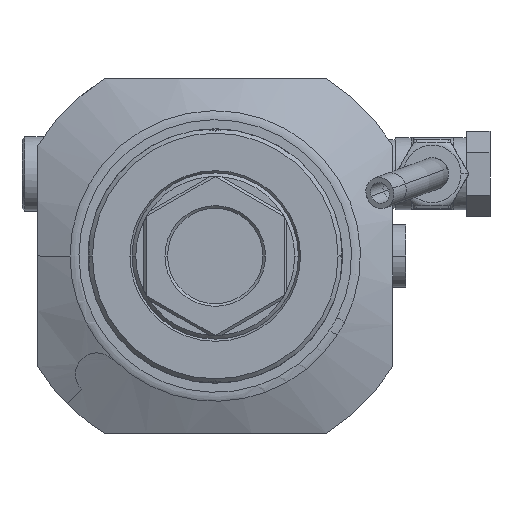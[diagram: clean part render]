
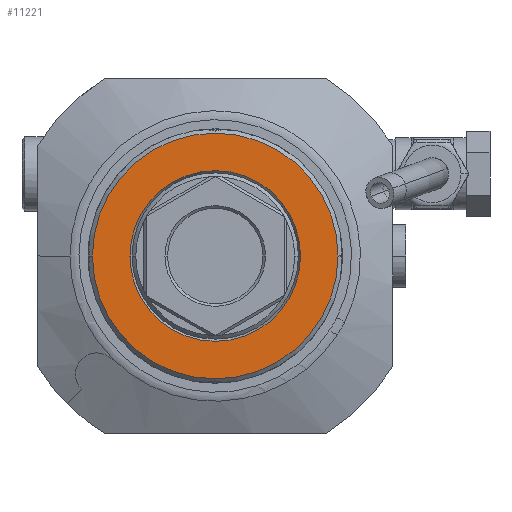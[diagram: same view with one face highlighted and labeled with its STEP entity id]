
A CAD part, left-side view. The second image highlights one B-rep face of the part: STEP entity #11221.
In plain terms, the highlighted planar face has unit normal (-1, 0, 0).
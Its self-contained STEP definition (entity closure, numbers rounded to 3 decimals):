
#3380=CARTESIAN_POINT('',(-24.,0.,0.));
#3381=DIRECTION('',(-1.,0.,0.));
#3382=DIRECTION('',(0.,1.,0.));
#3383=AXIS2_PLACEMENT_3D('',#3380,#3381,#3382);
#3385=CARTESIAN_POINT('',(-24.,0.,0.));
#3386=DIRECTION('',(-1.,0.,0.));
#3387=DIRECTION('',(0.,-1.,0.));
#3388=AXIS2_PLACEMENT_3D('',#3385,#3386,#3387);
#3390=CARTESIAN_POINT('',(-24.,0.,0.));
#3391=DIRECTION('',(1.,0.,0.));
#3392=DIRECTION('',(0.,1.,0.));
#3393=AXIS2_PLACEMENT_3D('',#3390,#3391,#3392);
#3395=CARTESIAN_POINT('',(-24.,0.,0.));
#3396=DIRECTION('',(1.,0.,0.));
#3397=DIRECTION('',(0.,-1.,0.));
#3398=AXIS2_PLACEMENT_3D('',#3395,#3396,#3397);
#7292=CARTESIAN_POINT('',(-24.,16.116,0.));
#7293=CARTESIAN_POINT('',(-24.,-16.116,0.));
#7294=VERTEX_POINT('',#7292);
#7295=VERTEX_POINT('',#7293);
#7296=CARTESIAN_POINT('',(-24.,23.2,0.));
#7297=CARTESIAN_POINT('',(-24.,-23.2,0.));
#7298=VERTEX_POINT('',#7296);
#7299=VERTEX_POINT('',#7297);
#11206=CARTESIAN_POINT('',(-24.,0.,0.));
#11207=DIRECTION('',(-1.,0.,0.));
#11208=DIRECTION('',(0.,1.,0.));
#11209=AXIS2_PLACEMENT_3D('',#11206,#11207,#11208);
#11210=PLANE('',#11209);
#11211=ORIENTED_EDGE('',*,*,#10520,.F.);
#11212=ORIENTED_EDGE('',*,*,#10502,.F.);
#11213=EDGE_LOOP('',(#11211,#11212));
#11214=FACE_OUTER_BOUND('',#11213,.F.);
#11216=ORIENTED_EDGE('',*,*,#11215,.F.);
#11218=ORIENTED_EDGE('',*,*,#11217,.F.);
#11219=EDGE_LOOP('',(#11216,#11218));
#11220=FACE_BOUND('',#11219,.F.);
#3384=CIRCLE('',#3383,23.2);
#3389=CIRCLE('',#3388,23.2);
#3394=CIRCLE('',#3393,16.116);
#3399=CIRCLE('',#3398,16.116);
#10502=EDGE_CURVE('',#7299,#7298,#3389,.T.);
#10520=EDGE_CURVE('',#7298,#7299,#3384,.T.);
#11215=EDGE_CURVE('',#7294,#7295,#3394,.T.);
#11217=EDGE_CURVE('',#7295,#7294,#3399,.T.);
#11221=ADVANCED_FACE('',(#11214,#11220),#11210,.T.);
